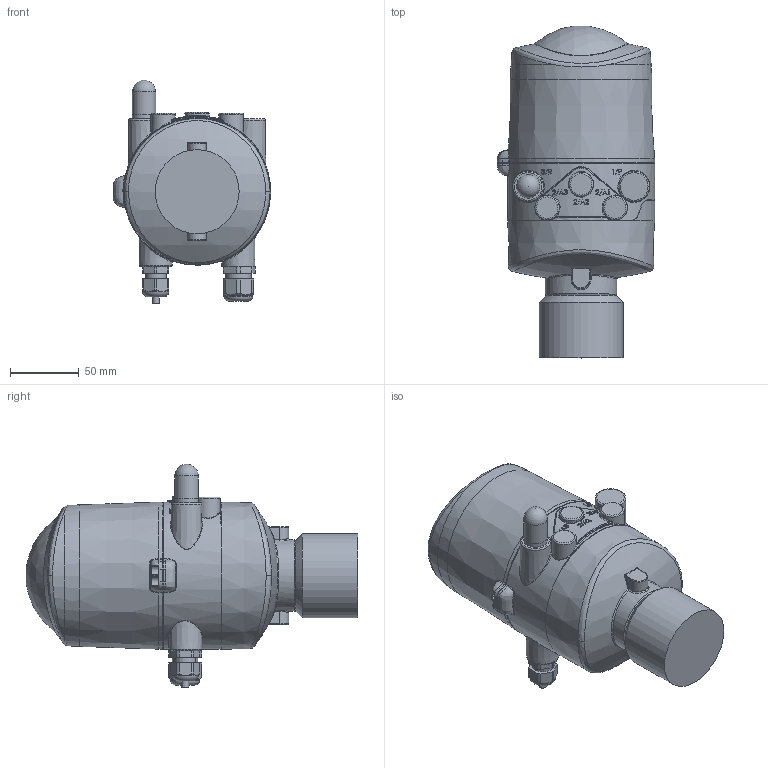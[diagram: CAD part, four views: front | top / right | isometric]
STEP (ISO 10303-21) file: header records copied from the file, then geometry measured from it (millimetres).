
FILE_DESCRIPTION(/* description */ (''),/* implementation_level */ '2;1');
FILE_NAME(/* name */ '8681 - maintainable - filled.STEP',/* time_stamp */ '2021-04-26T08:10:36-05:00',/* author */ ('FA67NH'),/* organization */ (''),/* preprocessor_version */ 'ST-DEVELOPER v18.1',/* originating_system */ 'Autodesk Inventor 2020',/* authorisation */ '');
FILE_SCHEMA (('AUTOMOTIVE_DESIGN { 1 0 10303 214 3 1 1 }'));
Length unit declared in the file: inch
Products named in the file (1): 8681 - maintainable - filled
Bounding box: 114.12 x 240.8 x 162.2 mm (x, y, z)
Volume: 1643280.8 mm3; surface area: 90211.9 mm2
Topology: 1 solids, 1 shells, 456 faces, 1186 edges, 757 vertices
Faces by surface type: plane 173, bspline 157, cylinder 79, cone 25, torus 18, sphere 4
Full cylindrical faces by diameter (mm): 5 x1, 15 x1, 16.98 x1, 17 x1, 17.6 x3, 18.5 x1, 19 x1, 21 x1, 52 x1, 60.96 x1, 106.7 x1
Entity records: 30817 total; most frequent: CARTESIAN_POINT 20445, ORIENTED_EDGE 2354, DIRECTION 1924, EDGE_CURVE 1177, AXIS2_PLACEMENT_3D 773, VERTEX_POINT 757, EDGE_LOOP 490, FACE_OUTER_BOUND 456
